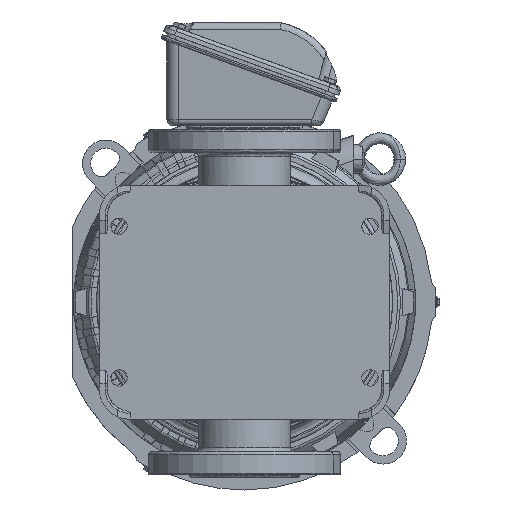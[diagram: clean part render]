
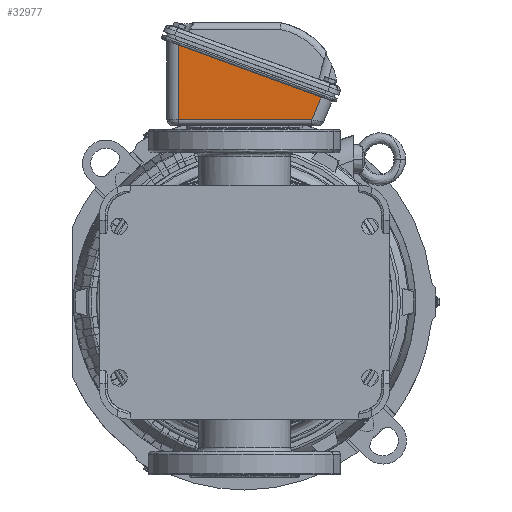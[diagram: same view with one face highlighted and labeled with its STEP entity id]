
A CAD part, front view. The second image highlights one B-rep face of the part: STEP entity #32977.
In plain terms, the highlighted face is planar.
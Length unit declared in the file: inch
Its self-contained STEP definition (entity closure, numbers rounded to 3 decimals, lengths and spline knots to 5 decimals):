
#18246 = CARTESIAN_POINT ( 'NONE',  ( -0.68582, -3.0041, 9.06496 ) ) ;
#18791 = DIRECTION ( 'NONE',  ( -0.033, 0., -0.999 ) ) ;
#19685 = CARTESIAN_POINT ( 'NONE',  ( -0.77674, -2.6151, 6.15273 ) ) ;
#22769 = DIRECTION ( 'NONE',  ( 0.035, 0.374, 0.927 ) ) ;
#26069 = ORIENTED_EDGE ( 'NONE', *, *, #164221, .T. ) ;
#32977 = ADVANCED_FACE ( 'NONE', ( #164264 ), #71738, .T. ) ;
#38548 = CARTESIAN_POINT ( 'NONE',  ( -0.69407, 2.19904, 6.91979 ) ) ;
#40413 = LINE ( 'NONE', #114604, #142018 ) ;
#54674 = VECTOR ( 'NONE', #164344, 39.37008 ) ;
#54894 = EDGE_CURVE ( 'NONE', #167300, #76720, #167573, .T. ) ;
#56792 = CARTESIAN_POINT ( 'NONE',  ( -0.69267, 2.21405, 6.95695 ) ) ;
#71738 = PLANE ( 'NONE',  #198887 ) ;
#74687 = CARTESIAN_POINT ( 'NONE',  ( -0.68118, -2.6151, 9.06481 ) ) ;
#76720 = VERTEX_POINT ( 'NONE', #38548 ) ;
#86434 = EDGE_CURVE ( 'NONE', #198449, #76720, #40413, .T. ) ;
#104184 = CARTESIAN_POINT ( 'NONE',  ( -0.72294, 1.88913, 6.15273 ) ) ;
#107142 = LINE ( 'NONE', #159585, #54674 ) ;
#114604 = CARTESIAN_POINT ( 'NONE',  ( -0.69407, -3.0849, 8.84299 ) ) ;
#129340 = CARTESIAN_POINT ( 'NONE',  ( -0.69407, -2.6151, 8.672 ) ) ;
#140096 = ORIENTED_EDGE ( 'NONE', *, *, #86434, .F. ) ;
#142018 = VECTOR ( 'NONE', #188865, 39.37008 ) ;
#156727 = ORIENTED_EDGE ( 'NONE', *, *, #54894, .T. ) ;
#159339 = ORIENTED_EDGE ( 'NONE', *, *, #189554, .T. ) ;
#159585 = CARTESIAN_POINT ( 'NONE',  ( -0.78137, -3.00296, 6.15273 ) ) ;
#164221 = EDGE_CURVE ( 'NONE', #198449, #183261, #185448, .T. ) ;
#164264 = FACE_OUTER_BOUND ( 'NONE', #180940, .T. ) ;
#164344 = DIRECTION ( 'NONE',  ( 0.012, 1., 0. ) ) ;
#165446 = DIRECTION ( 'NONE',  ( 0.999, -0.012, -0.033 ) ) ;
#167300 = VERTEX_POINT ( 'NONE', #104184 ) ;
#167573 = LINE ( 'NONE', #56792, #227214 ) ;
#180940 = EDGE_LOOP ( 'NONE', ( #26069, #159339, #156727, #140096 ) ) ;
#183261 = VERTEX_POINT ( 'NONE', #19685 ) ;
#183731 = DIRECTION ( 'NONE',  ( 0., -0.94, 0.342 ) ) ;
#185448 = LINE ( 'NONE', #74687, #207662 ) ;
#188865 = DIRECTION ( 'NONE',  ( 0., 0.94, -0.342 ) ) ;
#189554 = EDGE_CURVE ( 'NONE', #183261, #167300, #107142, .T. ) ;
#198449 = VERTEX_POINT ( 'NONE', #129340 ) ;
#198887 = AXIS2_PLACEMENT_3D ( 'NONE', #18246, #165446, #183731 ) ;
#207662 = VECTOR ( 'NONE', #18791, 39.37008 ) ;
#227214 = VECTOR ( 'NONE', #22769, 39.37008 ) ;
